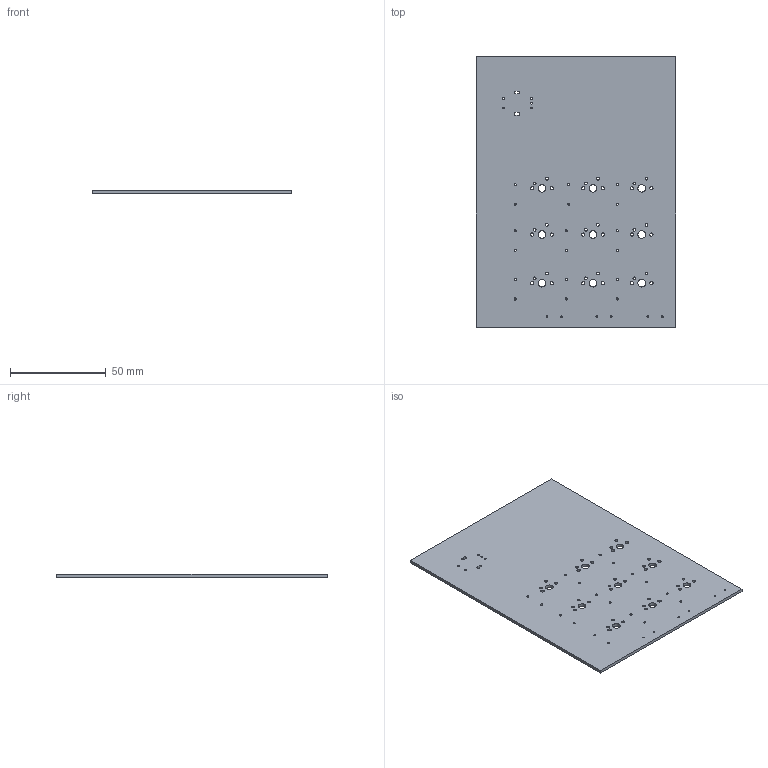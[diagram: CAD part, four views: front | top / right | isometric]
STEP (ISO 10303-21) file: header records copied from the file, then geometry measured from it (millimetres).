
FILE_DESCRIPTION(('KiCad electronic assembly'),'2;1');
FILE_NAME('macropad.step','2022-03-09T20:55:57',('Pcbnew'),('Kicad'), 'Open CASCADE STEP processor 7.5','KiCad to STEP converter','Unknown' );
FILE_SCHEMA(('AUTOMOTIVE_DESIGN { 1 0 10303 214 1 1 1 1 }'));
Length unit declared in the file: millimetre
Products named in the file (2): macropad 1; macropad PCB
Assembly tree (1 placements, depth 2):
  macropad 1
    macropad PCB
Bounding box: 104.14 x 140.97 x 1.6 mm (x, y, z)
Volume: 23141.4 mm3; surface area: 30353.8 mm2
Topology: 1 solids, 1 shells, 88 faces, 258 edges, 172 vertices
Faces by surface type: cylinder 78, plane 10
Full cylindrical faces by diameter (mm): 0.8 x6, 1 x5, 1.1 x18, 1.5 x18, 1.7 x18, 4 x9
Entity records: 7191 total; most frequent: CARTESIAN_POINT 1972, DIRECTION 954, ORIENTED_EDGE 516, PCURVE 516, DEFINITIONAL_REPRESENTATION 516, LINE 462, VECTOR 462, EDGE_CURVE 258
